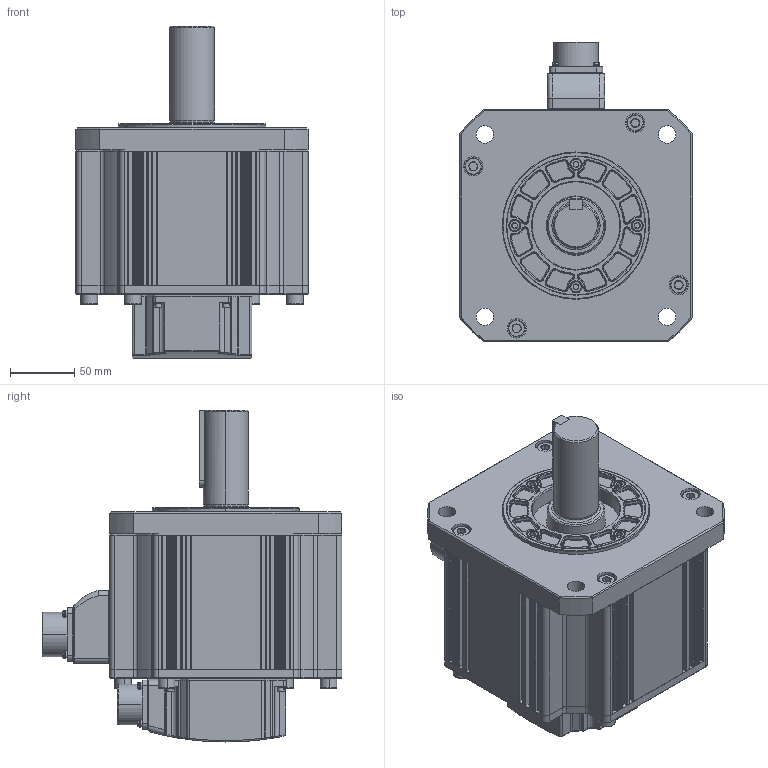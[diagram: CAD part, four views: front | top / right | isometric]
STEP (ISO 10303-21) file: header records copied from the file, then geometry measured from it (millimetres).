
FILE_DESCRIPTION (( 'STEP AP214' ), '1' );
FILE_NAME ('FM18GA001G01_Out Line(APM-FF30A_K,FF22D_K,FF20G_K,FF12M_K).STEP', '2018-12-05T06:02:49', ( '' ), ( '' ), 'SwSTEP 2.0', 'SolidWorks 2011', '' );
FILE_SCHEMA (( 'AUTOMOTIVE_DESIGN' ));
Length unit declared in the file: millimetre
Products named in the file (1): FM18GA001G01_Out Line(APM-FF30A_K,FF22D_K,FF20G_K,FF12M_K)
Bounding box: 180 x 232.5 x 257.5 mm (x, y, z)
Volume: 4177067.9 mm3; surface area: 448729 mm2
Topology: 57 solids, 57 shells, 2326 faces, 5811 edges, 3668 vertices
Faces by surface type: cylinder 860, plane 782, cone 268, torus 243, bspline 173
Entity records: 105214 total; most frequent: CARTESIAN_POINT 23067, DIRECTION 12074, ORIENTED_EDGE 11506, EDGE_CURVE 5753, AXIS2_PLACEMENT_3D 4685, VERTEX_POINT 3668, VECTOR 2704, LINE 2704
